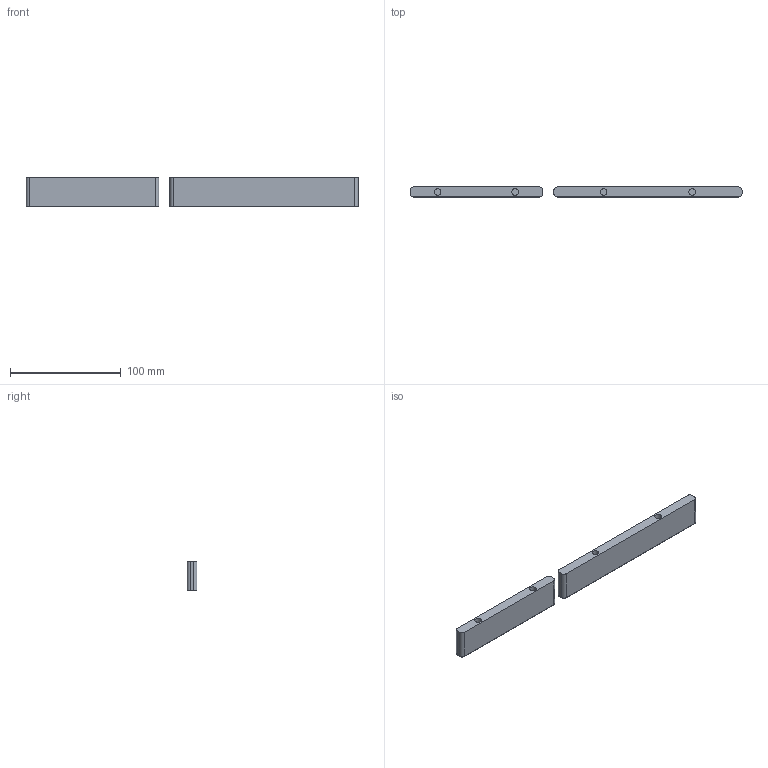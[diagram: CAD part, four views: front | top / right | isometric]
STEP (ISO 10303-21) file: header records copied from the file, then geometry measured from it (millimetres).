
FILE_DESCRIPTION(/* description */ (''),/* implementation_level */ '2;1');
FILE_NAME(/* name */ 'Contres moule Us Box v2.step',/* time_stamp */ '2018-07-23T16:30:00-04:00',/* author */ ('flrnth'),/* organization */ (''),/* preprocessor_version */ 'ST-DEVELOPER v17',/* originating_system */ 'Autodesk Translation Framework v7.1.0.215',/* authorisation */ '');
FILE_SCHEMA (('AUTOMOTIVE_DESIGN { 1 0 10303 214 3 1 1 }'));
Length unit declared in the file: millimetre
Products named in the file (1): Contres moule Us Box
Bounding box: 300 x 9 x 27 mm (x, y, z)
Volume: 69228.7 mm3; surface area: 21940.6 mm2
Topology: 2 solids, 2 shells, 44 faces, 92 edges, 56 vertices
Faces by surface type: cylinder 20, plane 16, torus 8
Full cylindrical faces by diameter (mm): 6 x4
Entity records: 1208 total; most frequent: DIRECTION 230, CARTESIAN_POINT 193, ORIENTED_EDGE 184, AXIS2_PLACEMENT_3D 93, EDGE_CURVE 92, VERTEX_POINT 56, EDGE_LOOP 48, CIRCLE 48
